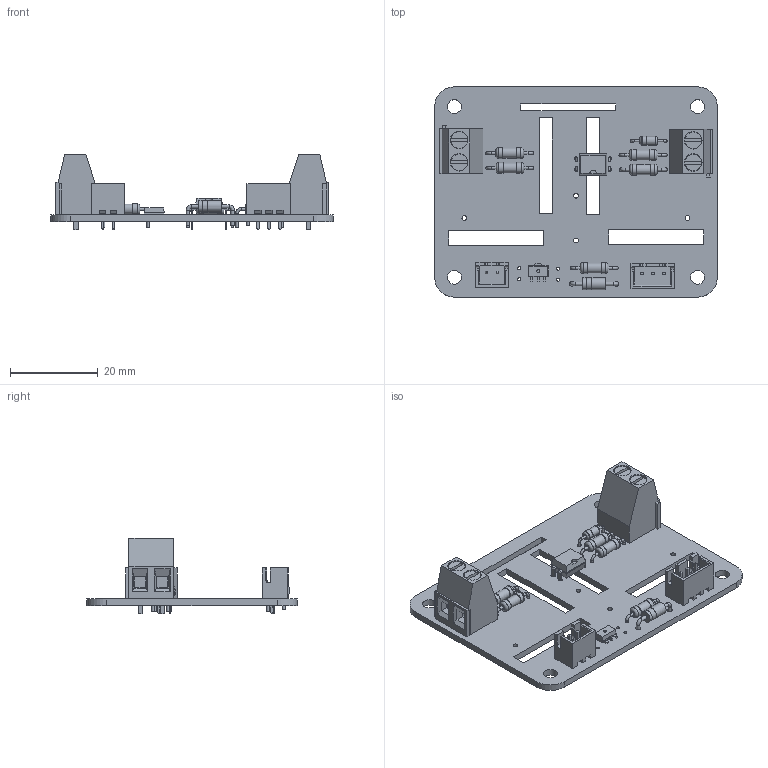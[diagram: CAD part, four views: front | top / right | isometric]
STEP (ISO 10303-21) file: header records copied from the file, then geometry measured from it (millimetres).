
FILE_DESCRIPTION(('KiCad electronic assembly'),'2;1');
FILE_NAME('Discharge KiCAD.step','2026-02-06T14:56:09',('Pcbnew'),( 'Kicad'),'Open CASCADE STEP processor 7.8','KiCad to STEP converter' ,'Unknown');
FILE_SCHEMA(('AUTOMOTIVE_DESIGN { 1 0 10303 214 1 1 1 1 }'));
Length unit declared in the file: millimetre
Products named in the file (11): Discharge KiCAD 1; D_DO-41_SOD81_P10.16mm_Horizontal; R_Axial_DIN0207_L6.3mm_D2.5mm_P10.16mm_Horizontal; DIP-4_W7.62mm; TerminalBlock_Phoenix_MKDS-1,5-2-5.08_1x02_P5.08mm_Horizontal; SOT-89-3; Discharge KiCAD 1.8.1; D_DO-35_SOD27_P7.62mm_Horizontal; JST_XH_B3B-XH-A_1x03_P2.50mm_Vertical; JST_XH_B2B-XH-A_1x02_P2.50mm_Vertical; Discharge KiCAD_PCB
Assembly tree (15 placements, depth 3):
  Discharge KiCAD 1
    D_DO-41_SOD81_P10.16mm_Horizontal
    R_Axial_DIN0207_L6.3mm_D2.5mm_P10.16mm_Horizontal  x5
    DIP-4_W7.62mm
    TerminalBlock_Phoenix_MKDS-1,5-2-5.08_1x02_P5.08mm_Horizontal  x2
    SOT-89-3
      Discharge KiCAD 1.8.1
    D_DO-35_SOD27_P7.62mm_Horizontal
    JST_XH_B3B-XH-A_1x03_P2.50mm_Vertical
    JST_XH_B2B-XH-A_1x02_P2.50mm_Vertical
    Discharge KiCAD_PCB
Bounding box: 64.35 x 47.9 x 17.3 mm (x, y, z)
Volume: 6785.2 mm3; surface area: 10686.1 mm2
Topology: 19 solids, 19 shells, 691 faces, 1678 edges, 1070 vertices
Faces by surface type: plane 516, cylinder 117, bspline 32, torus 26
Full cylindrical faces by diameter (mm): 0.5 x3, 0.6 x20, 0.7 x5, 0.8 x20, 0.95 x3, 1 x2, 1.1 x6, 1.3 x4, 2 x2, 2.02 x1, 2.25 x5, 2.5 x10, 2.7 x2, 2.72 x1, 3.2 x4, 3.8 x4, 4 x4
Entity records: 19387 total; most frequent: CARTESIAN_POINT 3155, ORIENTED_EDGE 2690, DIRECTION 2588, EDGE_CURVE 1345, LINE 1100, VECTOR 1100, VERTEX_POINT 864, AXIS2_PLACEMENT_3D 744
